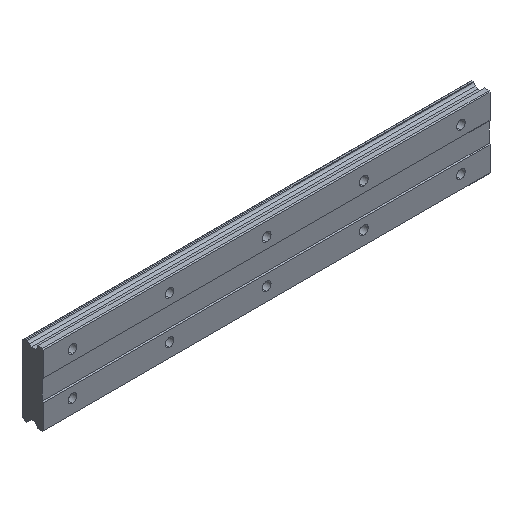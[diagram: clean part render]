
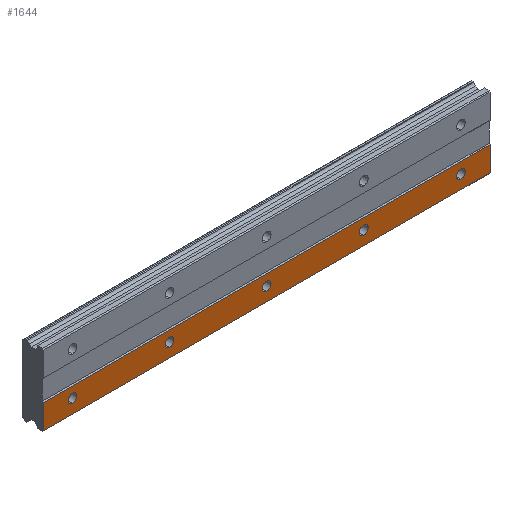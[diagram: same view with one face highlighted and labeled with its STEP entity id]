
A CAD part, isometric view. The second image highlights one B-rep face of the part: STEP entity #1644.
In plain terms, the highlighted planar face has unit normal (0, -1, 0).
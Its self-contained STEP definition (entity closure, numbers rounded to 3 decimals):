
#43 = DIRECTION ( 'NONE',  ( 0., 0., -1. ) ) ;
#49 = CARTESIAN_POINT ( 'NONE',  ( 150., 0., -8.75 ) ) ;
#97 = CARTESIAN_POINT ( 'NONE',  ( 200., 0., -11. ) ) ;
#127 = DIRECTION ( 'NONE',  ( 0., 0., 1. ) ) ;
#165 = PLANE ( 'NONE',  #557 ) ;
#193 = CARTESIAN_POINT ( 'NONE',  ( 215., 0., -18. ) ) ;
#233 = DIRECTION ( 'NONE',  ( 0., 0., 1. ) ) ;
#243 = DIRECTION ( 'NONE',  ( 0., -1., 0. ) ) ;
#248 = CARTESIAN_POINT ( 'NONE',  ( -15., 0., 18.34 ) ) ;
#254 = CARTESIAN_POINT ( 'NONE',  ( 200., 0., -11. ) ) ;
#265 = EDGE_CURVE ( 'NONE', #544, #453, #1397, .T. ) ;
#283 = CIRCLE ( 'NONE', #2384, 2.25 ) ;
#291 = DIRECTION ( 'NONE',  ( 1., 0., 0. ) ) ;
#323 = EDGE_LOOP ( 'NONE', ( #1681, #498 ) ) ;
#339 = DIRECTION ( 'NONE',  ( 0., -1., 0. ) ) ;
#358 = FACE_BOUND ( 'NONE', #1030, .T. ) ;
#372 = EDGE_CURVE ( 'NONE', #1248, #1531, #2535, .T. ) ;
#389 = VECTOR ( 'NONE', #291, 1000. ) ;
#417 = DIRECTION ( 'NONE',  ( 0., -1., 0. ) ) ;
#429 = EDGE_CURVE ( 'NONE', #2402, #2407, #1127, .T. ) ;
#453 = VERTEX_POINT ( 'NONE', #1787 ) ;
#457 = CARTESIAN_POINT ( 'NONE',  ( -15., 0., -5.5 ) ) ;
#477 = DIRECTION ( 'NONE',  ( 0., -1., 0. ) ) ;
#491 = ORIENTED_EDGE ( 'NONE', *, *, #2077, .F. ) ;
#498 = ORIENTED_EDGE ( 'NONE', *, *, #879, .F. ) ;
#518 = DIRECTION ( 'NONE',  ( 0., 0., 1. ) ) ;
#523 = DIRECTION ( 'NONE',  ( 0., 0., 1. ) ) ;
#532 = EDGE_CURVE ( 'NONE', #1531, #1248, #2223, .T. ) ;
#538 = DIRECTION ( 'NONE',  ( 0., -1., 0. ) ) ;
#544 = VERTEX_POINT ( 'NONE', #2102 ) ;
#557 = AXIS2_PLACEMENT_3D ( 'NONE', #1821, #2203, #1791 ) ;
#576 = CARTESIAN_POINT ( 'NONE',  ( 0., 0., -11. ) ) ;
#587 = VERTEX_POINT ( 'NONE', #2261 ) ;
#594 = ORIENTED_EDGE ( 'NONE', *, *, #1343, .T. ) ;
#609 = DIRECTION ( 'NONE',  ( -1., 0., 0. ) ) ;
#611 = EDGE_CURVE ( 'NONE', #1047, #1346, #1025, .T. ) ;
#629 = AXIS2_PLACEMENT_3D ( 'NONE', #2244, #1355, #1986 ) ;
#660 = CARTESIAN_POINT ( 'NONE',  ( 150., 0., -13.25 ) ) ;
#677 = ORIENTED_EDGE ( 'NONE', *, *, #943, .F. ) ;
#704 = VECTOR ( 'NONE', #609, 1000. ) ;
#708 = CARTESIAN_POINT ( 'NONE',  ( 150., 0., -11. ) ) ;
#709 = CIRCLE ( 'NONE', #629, 2.25 ) ;
#774 = VECTOR ( 'NONE', #2264, 1000. ) ;
#788 = AXIS2_PLACEMENT_3D ( 'NONE', #1225, #417, #2539 ) ;
#874 = CIRCLE ( 'NONE', #2394, 2.25 ) ;
#879 = EDGE_CURVE ( 'NONE', #906, #1365, #874, .T. ) ;
#883 = CARTESIAN_POINT ( 'NONE',  ( 200., 0., -13.25 ) ) ;
#893 = CARTESIAN_POINT ( 'NONE',  ( -15., 0., -18. ) ) ;
#906 = VERTEX_POINT ( 'NONE', #883 ) ;
#930 = EDGE_LOOP ( 'NONE', ( #2610, #2230 ) ) ;
#943 = EDGE_CURVE ( 'NONE', #1310, #2675, #1917, .T. ) ;
#961 = EDGE_CURVE ( 'NONE', #2407, #2402, #2528, .T. ) ;
#1025 = LINE ( 'NONE', #193, #704 ) ;
#1030 = EDGE_LOOP ( 'NONE', ( #1551, #1103 ) ) ;
#1047 = VERTEX_POINT ( 'NONE', #1943 ) ;
#1050 = AXIS2_PLACEMENT_3D ( 'NONE', #2470, #538, #1372 ) ;
#1103 = ORIENTED_EDGE ( 'NONE', *, *, #2597, .F. ) ;
#1127 = CIRCLE ( 'NONE', #2663, 2.25 ) ;
#1170 = FACE_BOUND ( 'NONE', #1564, .T. ) ;
#1225 = CARTESIAN_POINT ( 'NONE',  ( 50., 0., -11. ) ) ;
#1244 = CARTESIAN_POINT ( 'NONE',  ( 0., 0., -8.75 ) ) ;
#1248 = VERTEX_POINT ( 'NONE', #1655 ) ;
#1261 = VERTEX_POINT ( 'NONE', #1244 ) ;
#1279 = CARTESIAN_POINT ( 'NONE',  ( 100., 0., -11. ) ) ;
#1292 = AXIS2_PLACEMENT_3D ( 'NONE', #254, #243, #1530 ) ;
#1308 = LINE ( 'NONE', #248, #1710 ) ;
#1310 = VERTEX_POINT ( 'NONE', #457 ) ;
#1343 = EDGE_CURVE ( 'NONE', #1310, #1346, #1308, .T. ) ;
#1346 = VERTEX_POINT ( 'NONE', #893 ) ;
#1355 = DIRECTION ( 'NONE',  ( 0., -1., 0. ) ) ;
#1363 = ORIENTED_EDGE ( 'NONE', *, *, #265, .F. ) ;
#1365 = VERTEX_POINT ( 'NONE', #2540 ) ;
#1369 = EDGE_LOOP ( 'NONE', ( #1363, #491 ) ) ;
#1372 = DIRECTION ( 'NONE',  ( 0., 0., 1. ) ) ;
#1397 = CIRCLE ( 'NONE', #788, 2.25 ) ;
#1419 = FACE_BOUND ( 'NONE', #323, .T. ) ;
#1445 = ORIENTED_EDGE ( 'NONE', *, *, #1823, .F. ) ;
#1459 = CIRCLE ( 'NONE', #1795, 2.25 ) ;
#1530 = DIRECTION ( 'NONE',  ( 0., 0., 1. ) ) ;
#1531 = VERTEX_POINT ( 'NONE', #1737 ) ;
#1551 = ORIENTED_EDGE ( 'NONE', *, *, #2605, .F. ) ;
#1564 = EDGE_LOOP ( 'NONE', ( #2072, #2137 ) ) ;
#1566 = AXIS2_PLACEMENT_3D ( 'NONE', #1279, #2109, #233 ) ;
#1570 = DIRECTION ( 'NONE',  ( 0., -1., 0. ) ) ;
#1590 = DIRECTION ( 'NONE',  ( 0., -1., 0. ) ) ;
#1644 = ADVANCED_FACE ( 'NONE', ( #2430, #358, #1419, #1170, #2191, #2041 ), #165, .F. ) ;
#1655 = CARTESIAN_POINT ( 'NONE',  ( 100., 0., -8.75 ) ) ;
#1681 = ORIENTED_EDGE ( 'NONE', *, *, #1934, .F. ) ;
#1695 = CARTESIAN_POINT ( 'NONE',  ( 215., 0., 18.34 ) ) ;
#1710 = VECTOR ( 'NONE', #43, 1000. ) ;
#1737 = CARTESIAN_POINT ( 'NONE',  ( 100., 0., -13.25 ) ) ;
#1753 = CARTESIAN_POINT ( 'NONE',  ( 215., 0., -5.5 ) ) ;
#1756 = ORIENTED_EDGE ( 'NONE', *, *, #611, .F. ) ;
#1787 = CARTESIAN_POINT ( 'NONE',  ( 50., 0., -13.25 ) ) ;
#1791 = DIRECTION ( 'NONE',  ( 0., 0., 1. ) ) ;
#1795 = AXIS2_PLACEMENT_3D ( 'NONE', #576, #2000, #127 ) ;
#1821 = CARTESIAN_POINT ( 'NONE',  ( 215., 0., -5.5 ) ) ;
#1823 = EDGE_CURVE ( 'NONE', #2675, #1047, #2291, .T. ) ;
#1917 = LINE ( 'NONE', #1753, #389 ) ;
#1934 = EDGE_CURVE ( 'NONE', #1365, #906, #2650, .T. ) ;
#1943 = CARTESIAN_POINT ( 'NONE',  ( 215., 0., -18. ) ) ;
#1986 = DIRECTION ( 'NONE',  ( 0., 0., 1. ) ) ;
#2000 = DIRECTION ( 'NONE',  ( 0., -1., 0. ) ) ;
#2041 = FACE_BOUND ( 'NONE', #1369, .T. ) ;
#2052 = EDGE_LOOP ( 'NONE', ( #1756, #1445, #677, #594 ) ) ;
#2063 = CARTESIAN_POINT ( 'NONE',  ( 215., 0., -5.5 ) ) ;
#2072 = ORIENTED_EDGE ( 'NONE', *, *, #961, .F. ) ;
#2077 = EDGE_CURVE ( 'NONE', #453, #544, #283, .T. ) ;
#2102 = CARTESIAN_POINT ( 'NONE',  ( 50., 0., -8.75 ) ) ;
#2109 = DIRECTION ( 'NONE',  ( 0., -1., 0. ) ) ;
#2137 = ORIENTED_EDGE ( 'NONE', *, *, #429, .F. ) ;
#2185 = CARTESIAN_POINT ( 'NONE',  ( 150., 0., -11. ) ) ;
#2191 = FACE_BOUND ( 'NONE', #930, .T. ) ;
#2203 = DIRECTION ( 'NONE',  ( 0., 1., 0. ) ) ;
#2223 = CIRCLE ( 'NONE', #1050, 2.25 ) ;
#2230 = ORIENTED_EDGE ( 'NONE', *, *, #532, .F. ) ;
#2244 = CARTESIAN_POINT ( 'NONE',  ( 0., 0., -11. ) ) ;
#2261 = CARTESIAN_POINT ( 'NONE',  ( 0., 0., -13.25 ) ) ;
#2263 = AXIS2_PLACEMENT_3D ( 'NONE', #708, #477, #2592 ) ;
#2264 = DIRECTION ( 'NONE',  ( 0., 0., -1. ) ) ;
#2291 = LINE ( 'NONE', #1695, #774 ) ;
#2384 = AXIS2_PLACEMENT_3D ( 'NONE', #2645, #1590, #523 ) ;
#2394 = AXIS2_PLACEMENT_3D ( 'NONE', #97, #1570, #518 ) ;
#2402 = VERTEX_POINT ( 'NONE', #660 ) ;
#2407 = VERTEX_POINT ( 'NONE', #49 ) ;
#2430 = FACE_OUTER_BOUND ( 'NONE', #2052, .T. ) ;
#2470 = CARTESIAN_POINT ( 'NONE',  ( 100., 0., -11. ) ) ;
#2528 = CIRCLE ( 'NONE', #2263, 2.25 ) ;
#2535 = CIRCLE ( 'NONE', #1566, 2.25 ) ;
#2539 = DIRECTION ( 'NONE',  ( 0., 0., 1. ) ) ;
#2540 = CARTESIAN_POINT ( 'NONE',  ( 200., 0., -8.75 ) ) ;
#2592 = DIRECTION ( 'NONE',  ( 0., 0., 1. ) ) ;
#2597 = EDGE_CURVE ( 'NONE', #587, #1261, #1459, .T. ) ;
#2605 = EDGE_CURVE ( 'NONE', #1261, #587, #709, .T. ) ;
#2610 = ORIENTED_EDGE ( 'NONE', *, *, #372, .F. ) ;
#2645 = CARTESIAN_POINT ( 'NONE',  ( 50., 0., -11. ) ) ;
#2650 = CIRCLE ( 'NONE', #1292, 2.25 ) ;
#2663 = AXIS2_PLACEMENT_3D ( 'NONE', #2185, #339, #2670 ) ;
#2670 = DIRECTION ( 'NONE',  ( 0., 0., 1. ) ) ;
#2675 = VERTEX_POINT ( 'NONE', #2063 ) ;
